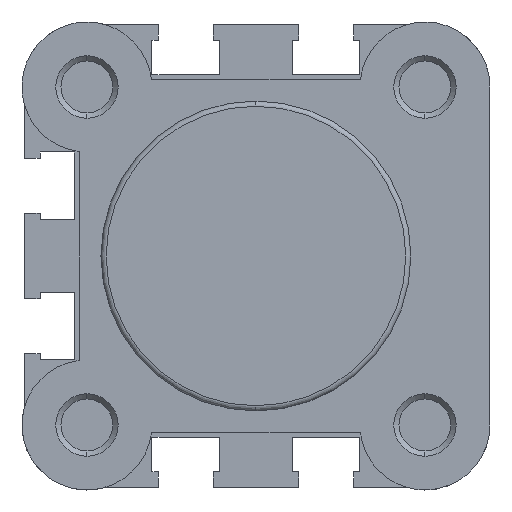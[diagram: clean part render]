
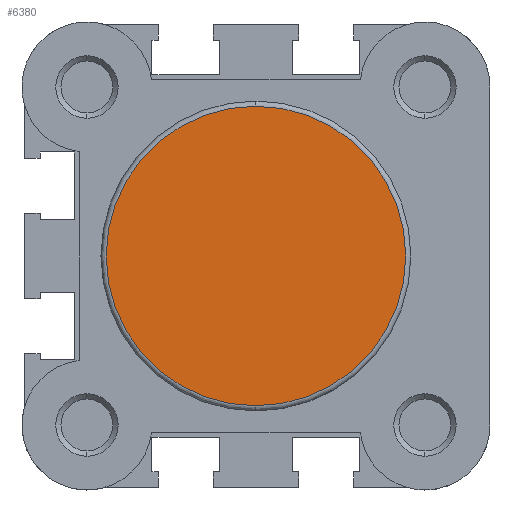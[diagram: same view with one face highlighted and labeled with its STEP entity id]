
A CAD part, left-side view. The second image highlights one B-rep face of the part: STEP entity #6380.
In plain terms, the highlighted planar face has unit normal (-1, 0, 0).
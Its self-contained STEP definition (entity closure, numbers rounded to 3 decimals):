
#214 = CIRCLE ( 'NONE', #3962, 14.4 ) ;
#304 = CIRCLE ( 'NONE', #3863, 14.4 ) ;
#1610 = DIRECTION ( 'NONE',  ( 0., 0., 1. ) ) ;
#1611 = DIRECTION ( 'NONE',  ( -1., 0., 0. ) ) ;
#1614 = PLANE ( 'NONE',  #3590 ) ;
#1615 = CARTESIAN_POINT ( 'NONE',  ( 0., -14.9, 0. ) ) ;
#1922 = CARTESIAN_POINT ( 'NONE',  ( 0., 0., 14.4 ) ) ;
#1948 = CARTESIAN_POINT ( 'NONE',  ( 0., 0., -14.4 ) ) ;
#3347 = EDGE_LOOP ( 'NONE', ( #3461, #3445 ) ) ;
#3445 = ORIENTED_EDGE ( 'NONE', *, *, #4098, .T. ) ;
#3461 = ORIENTED_EDGE ( 'NONE', *, *, #3990, .T. ) ;
#3590 = AXIS2_PLACEMENT_3D ( 'NONE', #1615, #1611, #1610 ) ;
#3863 = AXIS2_PLACEMENT_3D ( 'NONE', #4719, #4711, #4710 ) ;
#3962 = AXIS2_PLACEMENT_3D ( 'NONE', #5497, #5496, #5494 ) ;
#3990 = EDGE_CURVE ( 'NONE', #5808, #5801, #214, .T. ) ;
#4098 = EDGE_CURVE ( 'NONE', #5801, #5808, #304, .T. ) ;
#4710 = DIRECTION ( 'NONE',  ( 0., 0., 1. ) ) ;
#4711 = DIRECTION ( 'NONE',  ( -1., 0., 0. ) ) ;
#4719 = CARTESIAN_POINT ( 'NONE',  ( 0., 0., 0. ) ) ;
#5494 = DIRECTION ( 'NONE',  ( 0., 0., 1. ) ) ;
#5496 = DIRECTION ( 'NONE',  ( -1., 0., 0. ) ) ;
#5497 = CARTESIAN_POINT ( 'NONE',  ( 0., 0., 0. ) ) ;
#5801 = VERTEX_POINT ( 'NONE', #1948 ) ;
#5808 = VERTEX_POINT ( 'NONE', #1922 ) ;
#6010 = FACE_OUTER_BOUND ( 'NONE', #3347, .T. ) ;
#6380 = ADVANCED_FACE ( 'NONE', ( #6010 ), #1614, .T. ) ;
